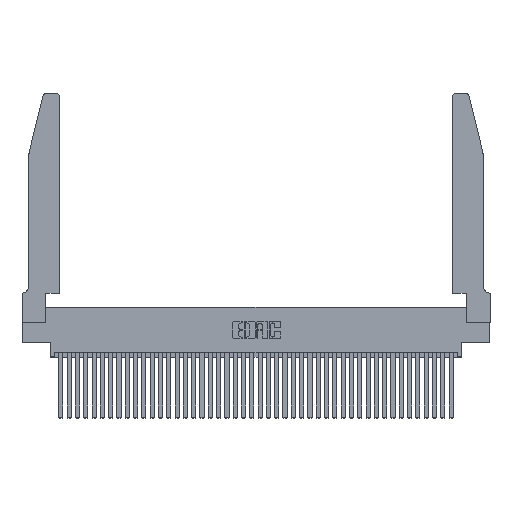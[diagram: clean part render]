
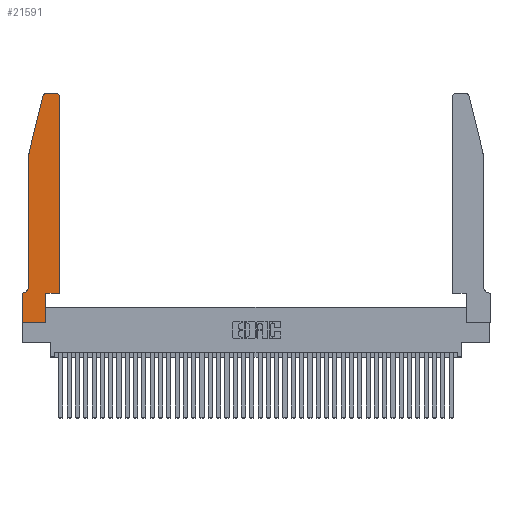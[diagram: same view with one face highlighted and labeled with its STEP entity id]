
A CAD part, top view. The second image highlights one B-rep face of the part: STEP entity #21591.
In plain terms, the highlighted planar face has unit normal (0, 0, 1).
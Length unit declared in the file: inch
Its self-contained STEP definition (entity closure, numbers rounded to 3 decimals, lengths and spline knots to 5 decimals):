
#155 = ORIENTED_EDGE ( 'NONE', *, *, #30668, .T. ) ;
#198 = VERTEX_POINT ( 'NONE', #7262 ) ;
#344 = LINE ( 'NONE', #17507, #8419 ) ;
#454 = CARTESIAN_POINT ( 'NONE',  ( 0., 0.35, 0.37 ) ) ;
#1590 = ORIENTED_EDGE ( 'NONE', *, *, #14547, .T. ) ;
#1738 = DIRECTION ( 'NONE',  ( 1., 0., 0. ) ) ;
#1870 = CARTESIAN_POINT ( 'NONE',  ( 0.284, 2.72, 0.37 ) ) ;
#2151 = DIRECTION ( 'NONE',  ( 0., 0., 1. ) ) ;
#2244 = EDGE_CURVE ( 'NONE', #198, #12688, #38312, .T. ) ;
#2270 = VECTOR ( 'NONE', #20567, 39.37008 ) ;
#2424 = VERTEX_POINT ( 'NONE', #25639 ) ;
#2870 = VERTEX_POINT ( 'NONE', #39432 ) ;
#3137 = VERTEX_POINT ( 'NONE', #29766 ) ;
#3276 = LINE ( 'NONE', #4599, #38489 ) ;
#3945 = CARTESIAN_POINT ( 'NONE',  ( 0.25487, 2.72718, 0.37 ) ) ;
#4599 = CARTESIAN_POINT ( 'NONE',  ( 0.4505, 0.35, 0.37 ) ) ;
#4851 = DIRECTION ( 'NONE',  ( -1., 0., 0. ) ) ;
#5185 = EDGE_LOOP ( 'NONE', ( #32084, #1590, #6669, #31149, #34271, #16800, #19809, #40233, #21970, #155, #27064, #8223 ) ) ;
#5407 = DIRECTION ( 'NONE',  ( 0., -1., 0. ) ) ;
#6669 = ORIENTED_EDGE ( 'NONE', *, *, #16502, .T. ) ;
#6727 = LINE ( 'NONE', #10401, #9768 ) ;
#6794 = CARTESIAN_POINT ( 'NONE',  ( 0.284, 2.75, 0.37 ) ) ;
#7262 = CARTESIAN_POINT ( 'NONE',  ( 0.4505, 2.72, 0.37 ) ) ;
#8223 = ORIENTED_EDGE ( 'NONE', *, *, #2244, .T. ) ;
#8266 = CARTESIAN_POINT ( 'NONE',  ( 0.0755, 0.35, 0.37 ) ) ;
#8419 = VECTOR ( 'NONE', #5407, 39.37008 ) ;
#9768 = VECTOR ( 'NONE', #26598, 39.37008 ) ;
#10401 = CARTESIAN_POINT ( 'NONE',  ( 0., 0., 0.37 ) ) ;
#11491 = AXIS2_PLACEMENT_3D ( 'NONE', #1870, #2151, #1738 ) ;
#11521 = EDGE_CURVE ( 'NONE', #3137, #198, #3276, .T. ) ;
#11778 = DIRECTION ( 'NONE',  ( -1., 0., 0. ) ) ;
#12479 = EDGE_CURVE ( 'NONE', #24450, #2424, #21823, .T. ) ;
#12688 = VERTEX_POINT ( 'NONE', #18929 ) ;
#13170 = DIRECTION ( 'NONE',  ( 0., 0., -1. ) ) ;
#13189 = VERTEX_POINT ( 'NONE', #31648 ) ;
#13305 = CARTESIAN_POINT ( 'NONE',  ( 0.0055, 0.42, 0.37 ) ) ;
#13536 = VECTOR ( 'NONE', #24961, 39.37008 ) ;
#14547 = EDGE_CURVE ( 'NONE', #37118, #30592, #38761, .T. ) ;
#16297 = PLANE ( 'NONE',  #34275 ) ;
#16502 = EDGE_CURVE ( 'NONE', #30592, #13189, #35172, .T. ) ;
#16800 = ORIENTED_EDGE ( 'NONE', *, *, #21917, .T. ) ;
#17507 = CARTESIAN_POINT ( 'NONE',  ( 0.0755, 2., 0.37 ) ) ;
#17599 = CARTESIAN_POINT ( 'NONE',  ( 0.4505, 0.35, 0.37 ) ) ;
#18929 = CARTESIAN_POINT ( 'NONE',  ( 0.4205, 2.75, 0.37 ) ) ;
#19809 = ORIENTED_EDGE ( 'NONE', *, *, #39700, .T. ) ;
#20187 = AXIS2_PLACEMENT_3D ( 'NONE', #13305, #13170, #35521 ) ;
#20567 = DIRECTION ( 'NONE',  ( 1., 0., 0. ) ) ;
#21041 = CARTESIAN_POINT ( 'NONE',  ( 0.2865, 0.35, 0.37 ) ) ;
#21053 = DIRECTION ( 'NONE',  ( 1., 0., 0. ) ) ;
#21591 = ADVANCED_FACE ( 'NONE', ( #30723 ), #16297, .T. ) ;
#21823 = LINE ( 'NONE', #33436, #28360 ) ;
#21917 = EDGE_CURVE ( 'NONE', #2870, #24164, #37258, .T. ) ;
#21970 = ORIENTED_EDGE ( 'NONE', *, *, #23753, .T. ) ;
#23667 = VECTOR ( 'NONE', #4851, 39.37008 ) ;
#23753 = EDGE_CURVE ( 'NONE', #2424, #31486, #27613, .T. ) ;
#24164 = VERTEX_POINT ( 'NONE', #454 ) ;
#24183 = VECTOR ( 'NONE', #11778, 39.37008 ) ;
#24450 = VERTEX_POINT ( 'NONE', #33779 ) ;
#24961 = DIRECTION ( 'NONE',  ( -0.239, -0.971, 0. ) ) ;
#25612 = EDGE_CURVE ( 'NONE', #12688, #37118, #40667, .T. ) ;
#25639 = CARTESIAN_POINT ( 'NONE',  ( 0.2865, 0., 0.37 ) ) ;
#25894 = DIRECTION ( 'NONE',  ( 1., 0., 0. ) ) ;
#26569 = CARTESIAN_POINT ( 'NONE',  ( 0.4205, 2.72, 0.37 ) ) ;
#26598 = DIRECTION ( 'NONE',  ( 0., -1., 0. ) ) ;
#27064 = ORIENTED_EDGE ( 'NONE', *, *, #11521, .T. ) ;
#27101 = DIRECTION ( 'NONE',  ( 0., 1., 0. ) ) ;
#27109 = DIRECTION ( 'NONE',  ( 0., 1., 0. ) ) ;
#27226 = CARTESIAN_POINT ( 'NONE',  ( 0.2605, 2.75, 0.37 ) ) ;
#27412 = CIRCLE ( 'NONE', #20187, 0.07 ) ;
#27613 = LINE ( 'NONE', #21041, #33124 ) ;
#28360 = VECTOR ( 'NONE', #21053, 39.37008 ) ;
#29152 = EDGE_CURVE ( 'NONE', #13189, #30970, #344, .T. ) ;
#29766 = CARTESIAN_POINT ( 'NONE',  ( 0.4505, 0.35, 0.37 ) ) ;
#30592 = VERTEX_POINT ( 'NONE', #3945 ) ;
#30668 = EDGE_CURVE ( 'NONE', #31486, #3137, #41474, .T. ) ;
#30723 = FACE_OUTER_BOUND ( 'NONE', #5185, .T. ) ;
#30970 = VERTEX_POINT ( 'NONE', #38092 ) ;
#31149 = ORIENTED_EDGE ( 'NONE', *, *, #29152, .T. ) ;
#31486 = VERTEX_POINT ( 'NONE', #35761 ) ;
#31648 = CARTESIAN_POINT ( 'NONE',  ( 0.0755, 2., 0.37 ) ) ;
#32084 = ORIENTED_EDGE ( 'NONE', *, *, #25612, .T. ) ;
#33030 = DIRECTION ( 'NONE',  ( 0., 0., 1. ) ) ;
#33124 = VECTOR ( 'NONE', #27101, 39.37008 ) ;
#33436 = CARTESIAN_POINT ( 'NONE',  ( 0., 0., 0.37 ) ) ;
#33779 = CARTESIAN_POINT ( 'NONE',  ( 0., 0., 0.37 ) ) ;
#33935 = CARTESIAN_POINT ( 'NONE',  ( 0.0755, 2., 0.37 ) ) ;
#34271 = ORIENTED_EDGE ( 'NONE', *, *, #40237, .T. ) ;
#34275 = AXIS2_PLACEMENT_3D ( 'NONE', #38763, #35529, #25894 ) ;
#35172 = LINE ( 'NONE', #33935, #13536 ) ;
#35521 = DIRECTION ( 'NONE',  ( -1., 0., 0. ) ) ;
#35529 = DIRECTION ( 'NONE',  ( 0., 0., 1. ) ) ;
#35761 = CARTESIAN_POINT ( 'NONE',  ( 0.2865, 0.35, 0.37 ) ) ;
#36229 = DIRECTION ( 'NONE',  ( 1., 0., 0. ) ) ;
#37118 = VERTEX_POINT ( 'NONE', #6794 ) ;
#37258 = LINE ( 'NONE', #8266, #24183 ) ;
#38092 = CARTESIAN_POINT ( 'NONE',  ( 0.0755, 0.42, 0.37 ) ) ;
#38312 = CIRCLE ( 'NONE', #41257, 0.03 ) ;
#38489 = VECTOR ( 'NONE', #27109, 39.37008 ) ;
#38761 = CIRCLE ( 'NONE', #11491, 0.03 ) ;
#38763 = CARTESIAN_POINT ( 'NONE',  ( 0., 0.35, 0.37 ) ) ;
#39432 = CARTESIAN_POINT ( 'NONE',  ( 0.0055, 0.35, 0.37 ) ) ;
#39700 = EDGE_CURVE ( 'NONE', #24164, #24450, #6727, .T. ) ;
#40233 = ORIENTED_EDGE ( 'NONE', *, *, #12479, .T. ) ;
#40237 = EDGE_CURVE ( 'NONE', #30970, #2870, #27412, .T. ) ;
#40667 = LINE ( 'NONE', #27226, #23667 ) ;
#41257 = AXIS2_PLACEMENT_3D ( 'NONE', #26569, #33030, #36229 ) ;
#41474 = LINE ( 'NONE', #17599, #2270 ) ;
